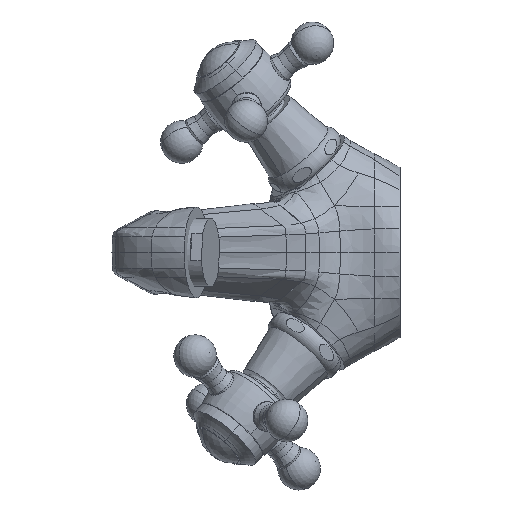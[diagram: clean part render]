
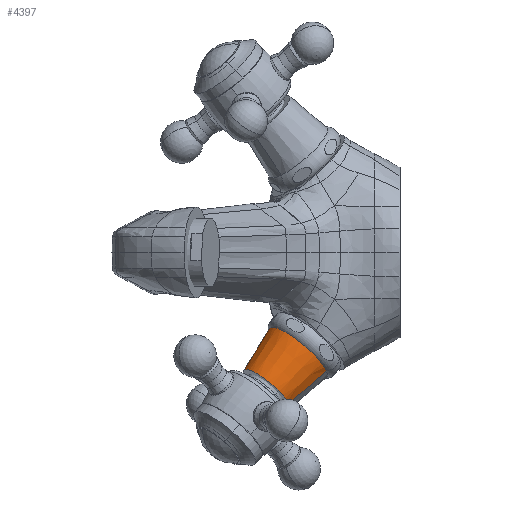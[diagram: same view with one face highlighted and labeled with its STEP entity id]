
A CAD part, left-side view. The second image highlights one B-rep face of the part: STEP entity #4397.
In plain terms, the highlighted conical face has half-angle 9 degrees and reference radius 10.5 mm.
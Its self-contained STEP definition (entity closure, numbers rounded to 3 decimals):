
#335 = DIRECTION ( 'NONE',  ( -0.988, 0., -0.156 ) ) ;
#509 = VERTEX_POINT ( 'NONE', #10963 ) ;
#1042 = DIRECTION ( 'NONE',  ( -1., 0., 0. ) ) ;
#1918 = ORIENTED_EDGE ( 'NONE', *, *, #9862, .T. ) ;
#2879 = VERTEX_POINT ( 'NONE', #6112 ) ;
#2999 = VECTOR ( 'NONE', #335, 1000. ) ;
#3017 = CIRCLE ( 'NONE', #19038, 13.295 ) ;
#3348 = DIRECTION ( 'NONE',  ( -1., 0., 0. ) ) ;
#3374 = ORIENTED_EDGE ( 'NONE', *, *, #12167, .T. ) ;
#3573 = CARTESIAN_POINT ( 'NONE',  ( 24., 0., 10.5 ) ) ;
#4397 = ADVANCED_FACE ( 'NONE', ( #15518 ), #10970, .T. ) ;
#5081 = ORIENTED_EDGE ( 'NONE', *, *, #6938, .F. ) ;
#6112 = CARTESIAN_POINT ( 'NONE',  ( 24., 0., 10.5 ) ) ;
#6938 = EDGE_CURVE ( 'NONE', #2879, #15161, #18082, .T. ) ;
#7521 = CARTESIAN_POINT ( 'NONE',  ( 6.355, 0., -13.295 ) ) ;
#7723 = EDGE_CURVE ( 'NONE', #15161, #13369, #3017, .T. ) ;
#9754 = DIRECTION ( 'NONE',  ( -0.988, 0., 0.156 ) ) ;
#9862 = EDGE_CURVE ( 'NONE', #509, #13369, #18773, .T. ) ;
#10261 = CARTESIAN_POINT ( 'NONE',  ( 24., 0., 0. ) ) ;
#10963 = CARTESIAN_POINT ( 'NONE',  ( 24., 0., -10.5 ) ) ;
#10970 = CONICAL_SURFACE ( 'NONE', #14455, 10.5, 0.157 ) ;
#11056 = CARTESIAN_POINT ( 'NONE',  ( 6.355, 0., 13.295 ) ) ;
#11097 = CARTESIAN_POINT ( 'NONE',  ( 24., 0., -10.5 ) ) ;
#11451 = CARTESIAN_POINT ( 'NONE',  ( 24., 0., 0. ) ) ;
#11772 = DIRECTION ( 'NONE',  ( 0., 0., 1. ) ) ;
#12167 = EDGE_CURVE ( 'NONE', #2879, #509, #17450, .T. ) ;
#12513 = CARTESIAN_POINT ( 'NONE',  ( 6.355, 0., 0. ) ) ;
#13369 = VERTEX_POINT ( 'NONE', #7521 ) ;
#14048 = DIRECTION ( 'NONE',  ( 0., 0., 1. ) ) ;
#14455 = AXIS2_PLACEMENT_3D ( 'NONE', #11451, #14536, #19039 ) ;
#14536 = DIRECTION ( 'NONE',  ( -1., 0., 0. ) ) ;
#15161 = VERTEX_POINT ( 'NONE', #11056 ) ;
#15316 = ORIENTED_EDGE ( 'NONE', *, *, #7723, .F. ) ;
#15518 = FACE_OUTER_BOUND ( 'NONE', #18816, .T. ) ;
#17450 = CIRCLE ( 'NONE', #18468, 10.5 ) ;
#18082 = LINE ( 'NONE', #3573, #18568 ) ;
#18468 = AXIS2_PLACEMENT_3D ( 'NONE', #10261, #1042, #11772 ) ;
#18568 = VECTOR ( 'NONE', #9754, 1000. ) ;
#18773 = LINE ( 'NONE', #11097, #2999 ) ;
#18816 = EDGE_LOOP ( 'NONE', ( #3374, #1918, #15316, #5081 ) ) ;
#19038 = AXIS2_PLACEMENT_3D ( 'NONE', #12513, #3348, #14048 ) ;
#19039 = DIRECTION ( 'NONE',  ( 0., 0., 1. ) ) ;
